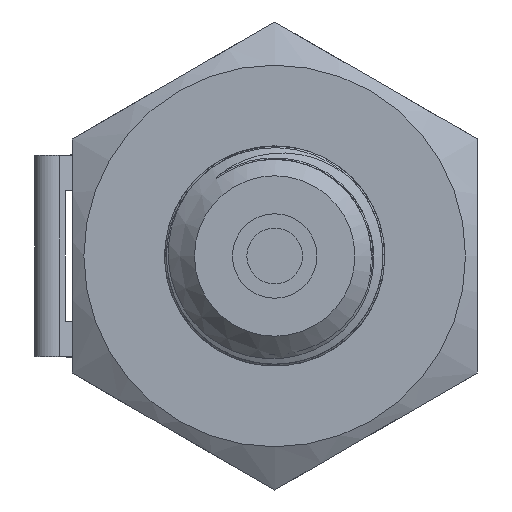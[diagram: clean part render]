
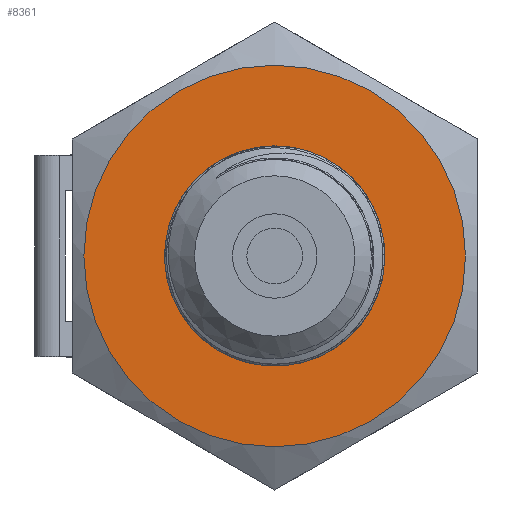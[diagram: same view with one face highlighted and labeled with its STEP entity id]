
A CAD part, left-side view. The second image highlights one B-rep face of the part: STEP entity #8361.
In plain terms, the highlighted planar face has unit normal (-1, 0, 0).
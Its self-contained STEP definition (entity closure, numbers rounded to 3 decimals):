
#136=FACE_BOUND('',#1410,.T.);
#258=PLANE('',#8801);
#901=FACE_OUTER_BOUND('',#1409,.T.);
#1409=EDGE_LOOP('',(#7130));
#1410=EDGE_LOOP('',(#7131));
#1727=CIRCLE('',#8780,11.3);
#1732=CIRCLE('',#8797,6.5);
#3962=VERTEX_POINT('',#17802);
#3980=VERTEX_POINT('',#22310);
#5043=EDGE_CURVE('',#3962,#3962,#1727,.T.);
#5077=EDGE_CURVE('',#3980,#3980,#1732,.T.);
#7130=ORIENTED_EDGE('',*,*,#5043,.T.);
#7131=ORIENTED_EDGE('',*,*,#5077,.T.);
#8361=ADVANCED_FACE('',(#901,#136),#258,.T.);
#8780=AXIS2_PLACEMENT_3D('',#17804,#9855,#9856);
#8797=AXIS2_PLACEMENT_3D('',#22311,#9898,#9899);
#8801=AXIS2_PLACEMENT_3D('',#22317,#9906,#9907);
#9855=DIRECTION('center_axis',(-1.,0.,0.));
#9856=DIRECTION('ref_axis',(0.,1.,0.));
#9898=DIRECTION('center_axis',(1.,0.,0.));
#9899=DIRECTION('ref_axis',(0.,0.,-1.));
#9906=DIRECTION('center_axis',(-1.,0.,0.));
#9907=DIRECTION('ref_axis',(0.,0.,1.));
#17802=CARTESIAN_POINT('',(15.,-11.3,0.));
#17804=CARTESIAN_POINT('Origin',(15.,0.,0.));
#22310=CARTESIAN_POINT('',(15.,0.,6.5));
#22311=CARTESIAN_POINT('Origin',(15.,0.,0.));
#22317=CARTESIAN_POINT('Origin',(15.,12.,0.));
